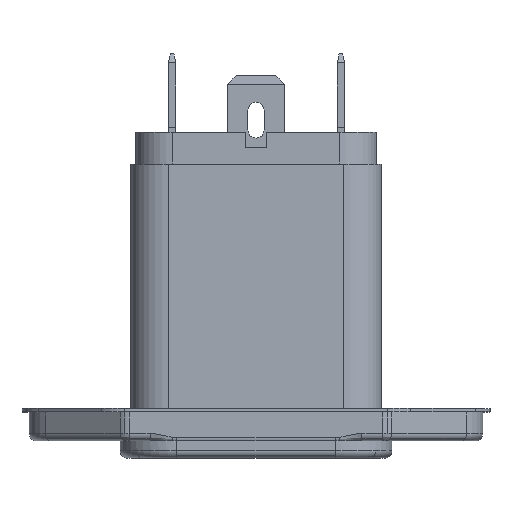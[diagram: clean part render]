
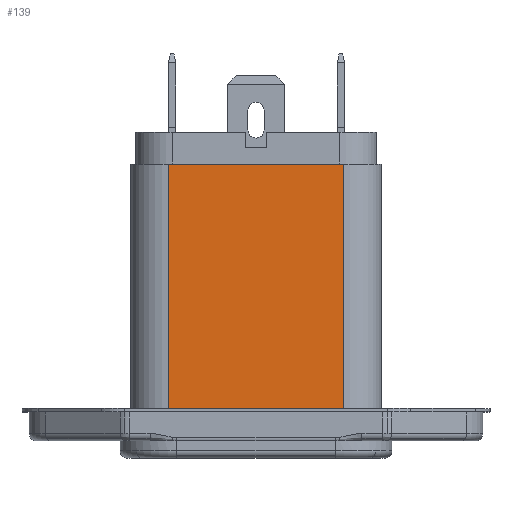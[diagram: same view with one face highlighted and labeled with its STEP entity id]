
A CAD part, top view. The second image highlights one B-rep face of the part: STEP entity #139.
In plain terms, the highlighted planar face has unit normal (0, 0, 1).
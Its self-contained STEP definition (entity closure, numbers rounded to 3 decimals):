
#139=ADVANCED_FACE('',(#559),#560,.T.);
#559=FACE_OUTER_BOUND('',#1283,.T.);
#560=PLANE('',#1284);
#1283=EDGE_LOOP('',(#2876,#2877,#2878,#2879));
#1284=AXIS2_PLACEMENT_3D('',#2880,#2881,#2882);
#2876=ORIENTED_EDGE('',*,*,#5272,.F.);
#2877=ORIENTED_EDGE('',*,*,#5260,.T.);
#2878=ORIENTED_EDGE('',*,*,#5298,.F.);
#2879=ORIENTED_EDGE('',*,*,#5274,.F.);
#2880=CARTESIAN_POINT('',(0.0,0.381,10.135));
#2881=DIRECTION('',(0.0,0.0,1.0));
#2882=DIRECTION('',(1.0,0.0,0.0));
#5260=EDGE_CURVE('',#6319,#6317,#6320,.T.);
#5272=EDGE_CURVE('',#6319,#6337,#6338,.T.);
#5274=EDGE_CURVE('',#6337,#6340,#6341,.T.);
#5298=EDGE_CURVE('',#6340,#6317,#6382,.T.);
#6317=VERTEX_POINT('',#7972);
#6319=VERTEX_POINT('',#7974);
#6320=LINE('',#7975,#7976);
#6337=VERTEX_POINT('',#7999);
#6338=LINE('',#8000,#8001);
#6340=VERTEX_POINT('',#8003);
#6341=LINE('',#8004,#8005);
#6382=LINE('',#8062,#8063);
#7972=CARTESIAN_POINT('',(9.652,0.381,10.135));
#7974=CARTESIAN_POINT('',(-9.652,0.381,10.135));
#7975=CARTESIAN_POINT('',(-9.652,0.381,10.135));
#7976=VECTOR('',#10008,19.304);
#7999=CARTESIAN_POINT('',(-9.652,27.33,10.135));
#8000=CARTESIAN_POINT('',(-9.652,0.381,10.135));
#8001=VECTOR('',#10030,26.949);
#8003=CARTESIAN_POINT('',(9.652,27.33,10.135));
#8004=CARTESIAN_POINT('',(-9.652,27.33,10.135));
#8005=VECTOR('',#10034,19.304);
#8062=CARTESIAN_POINT('',(9.652,27.33,10.135));
#8063=VECTOR('',#10072,26.949);
#10008=DIRECTION('',(1.0,0.0,0.0));
#10030=DIRECTION('',(0.0,1.0,0.0));
#10034=DIRECTION('',(1.0,0.0,0.0));
#10072=DIRECTION('',(0.0,-1.0,0.0));
